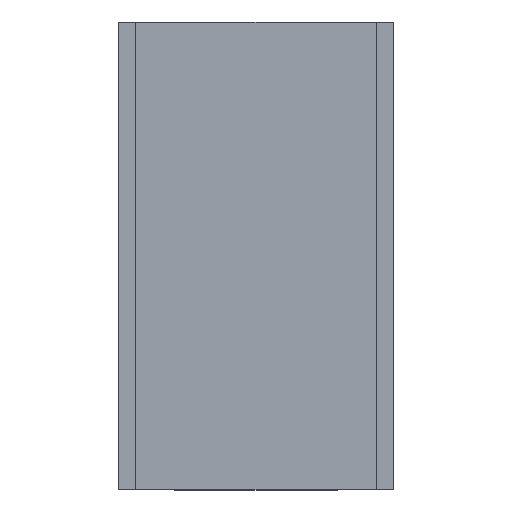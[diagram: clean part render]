
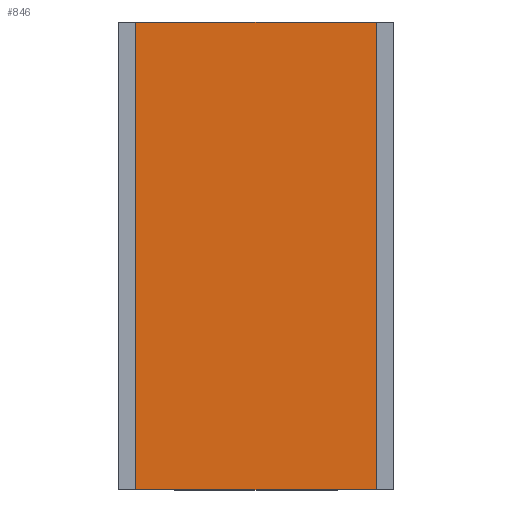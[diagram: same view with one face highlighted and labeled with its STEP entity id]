
A CAD part, top view. The second image highlights one B-rep face of the part: STEP entity #846.
In plain terms, the highlighted planar face has unit normal (0, 0, 1).
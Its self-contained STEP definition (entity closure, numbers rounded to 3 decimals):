
#25=PLANE('',#914);
#85=FACE_OUTER_BOUND('',#151,.T.);
#151=EDGE_LOOP('',(#752,#753,#754,#755));
#220=LINE('',#1790,#284);
#238=LINE('',#1834,#302);
#255=LINE('',#1875,#319);
#256=LINE('',#1876,#320);
#284=VECTOR('',#980,10.);
#302=VECTOR('',#1018,10.);
#319=VECTOR('',#1067,10.);
#320=VECTOR('',#1068,10.);
#411=VERTEX_POINT('',#1787);
#412=VERTEX_POINT('',#1789);
#427=VERTEX_POINT('',#1831);
#428=VERTEX_POINT('',#1833);
#506=EDGE_CURVE('',#411,#412,#220,.T.);
#528=EDGE_CURVE('',#427,#428,#238,.T.);
#549=EDGE_CURVE('',#412,#427,#255,.T.);
#550=EDGE_CURVE('',#428,#411,#256,.T.);
#752=ORIENTED_EDGE('',*,*,#549,.F.);
#753=ORIENTED_EDGE('',*,*,#506,.F.);
#754=ORIENTED_EDGE('',*,*,#550,.F.);
#755=ORIENTED_EDGE('',*,*,#528,.F.);
#846=ADVANCED_FACE('',(#85),#25,.F.);
#914=AXIS2_PLACEMENT_3D('',#1874,#1065,#1066);
#980=DIRECTION('',(-1.,0.,0.));
#1018=DIRECTION('',(1.,0.,0.));
#1065=DIRECTION('center_axis',(0.,0.,-1.));
#1066=DIRECTION('ref_axis',(-1.,0.,0.));
#1067=DIRECTION('',(0.,1.,0.));
#1068=DIRECTION('',(0.,-1.,0.));
#1787=CARTESIAN_POINT('',(3.85,12.,2.));
#1789=CARTESIAN_POINT('',(-3.85,12.,2.));
#1790=CARTESIAN_POINT('',(-2.875,12.,2.));
#1831=CARTESIAN_POINT('',(-3.85,27.,2.));
#1833=CARTESIAN_POINT('',(3.85,27.,2.));
#1834=CARTESIAN_POINT('',(-2.875,27.,2.));
#1874=CARTESIAN_POINT('Origin',(-5.75,12.,2.));
#1875=CARTESIAN_POINT('',(-3.85,12.,2.));
#1876=CARTESIAN_POINT('',(3.85,12.,2.));
